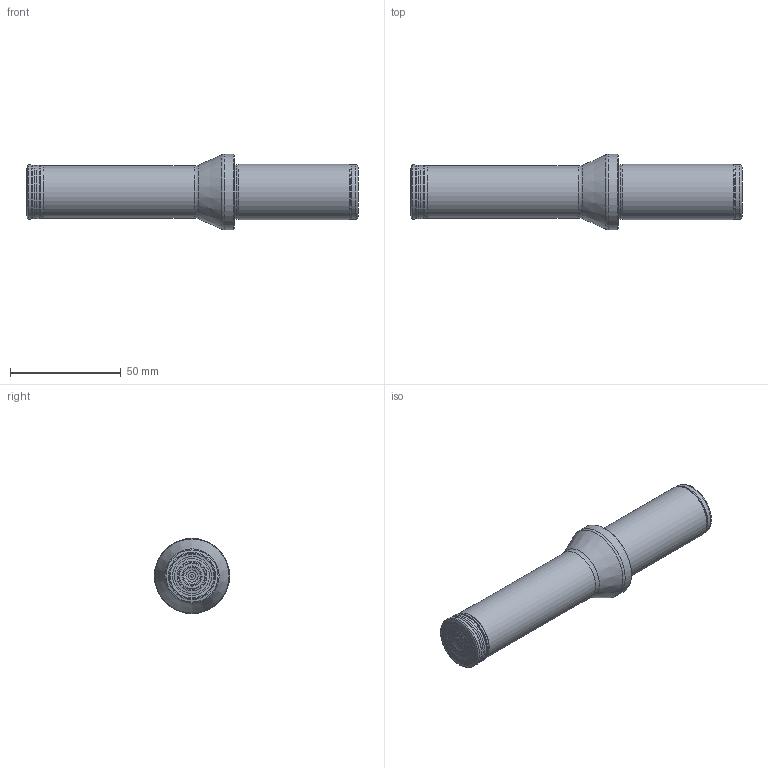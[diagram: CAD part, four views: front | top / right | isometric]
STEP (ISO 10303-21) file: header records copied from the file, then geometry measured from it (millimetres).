
FILE_DESCRIPTION(/* description */ (''),/* implementation_level */ '2;1');
FILE_NAME(/* name */ 'ATUM-24.5XD3-SOMT-08T306-light.stp',/* time_stamp */ '2023-10-20T19:42:51+03:00',/* author */ (''),/* organization */ (''),/* preprocessor_version */ 'ST-DEVELOPER v19.4',/* originating_system */ 'SIEMENS PLM Software NX2306.3001',/* authorisation */ '');
FILE_SCHEMA (('FEATURE_BASED_PROCESS_PLANNING'));
Length unit declared in the file: millimetre
Products named in the file (1): STP_ATUM 22.5XD3 SOMT 08T306
Bounding box: 150 x 34 x 34 mm (x, y, z)
Volume: 76224 mm3; surface area: 14400.3 mm2
Topology: 2 solids, 2 shells, 64 faces, 162 edges, 103 vertices
Faces by surface type: revolution 41, torus 8, cylinder 5, cone 5, plane 5
Full cylindrical faces by diameter (mm): 23.5 x1, 24.5 x2, 25 x1, 34 x1
Entity records: 1485 total; most frequent: CARTESIAN_POINT 332, DIRECTION 240, EDGE_LOOP 124, ORIENTED_EDGE 124, FACE_BOUND 120, AXIS2_PLACEMENT_3D 89, CIRCLE 65, ADVANCED_FACE 64
